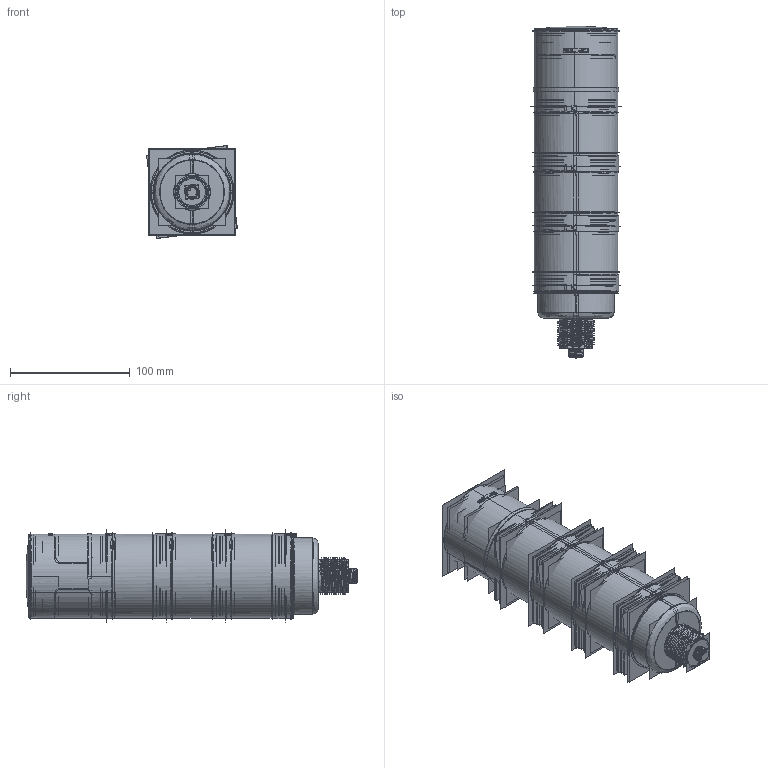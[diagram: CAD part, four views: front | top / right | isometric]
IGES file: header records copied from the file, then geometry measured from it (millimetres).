
Start section:  PTC IGES file: 191338.igs
Global section: file name: 191338.igs; native system: Creo Parametric by Parametric Technology Corporation; preprocessor: 2013230; author: pdmadmin; organization: Unknown; date: 20160303.165401; units: millimetre
Bounding box: 75.82 x 276.79 x 77.54 mm (x, y, z)
Volume: 252654.3 mm3; surface area: 1429125.4 mm2
Topology: 11 solids, 15 shells, 5664 faces, 27935 edges, 34953 vertices
Faces by surface type: revolution 2928, bspline 2692, extrusion 44
